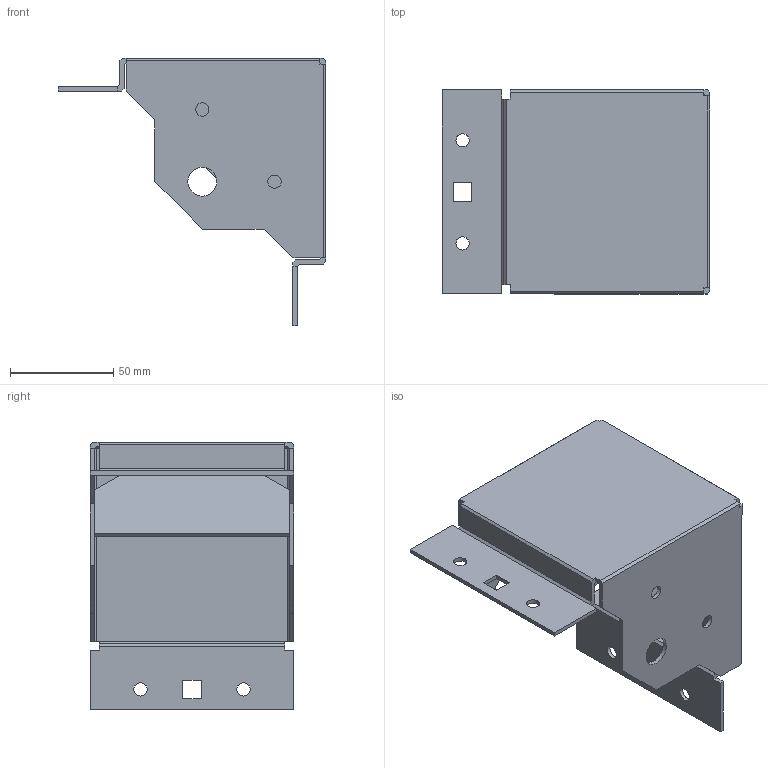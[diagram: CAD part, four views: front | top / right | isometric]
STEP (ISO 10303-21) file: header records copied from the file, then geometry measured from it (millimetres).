
FILE_DESCRIPTION (( 'STEP AP203' ), '1' );
FILE_NAME ('YKM40D-FO-KC-010-54 ÀÃÈÅ 275.06.000 ÑÁ Óãîë öîêîëÿ.STEP', '2020-12-15T09:26:32', ( '' ), ( '' ), 'SwSTEP 2.0', 'SolidWorks 2017', '' );
FILE_SCHEMA (( 'CONFIG_CONTROL_DESIGN' ));
Length unit declared in the file: millimetre
Products named in the file (1): YKM40D-FO-KC-010-54  ÀÃÈÅ 275.06.000 ÑÁ Óãîë öîêîëÿ
Bounding box: 130 x 99 x 130 mm (x, y, z)
Volume: 89512.4 mm3; surface area: 91702.5 mm2
Topology: 2 solids, 2 shells, 115 faces, 321 edges, 206 vertices
Faces by surface type: plane 108, cylinder 7
Full cylindrical faces by diameter (mm): 6.5 x6, 14 x1
Entity records: 3701 total; most frequent: CARTESIAN_POINT 636, ORIENTED_EDGE 628, DIRECTION 560, EDGE_CURVE 314, VECTOR 300, LINE 300, VERTEX_POINT 206, EDGE_LOOP 150
